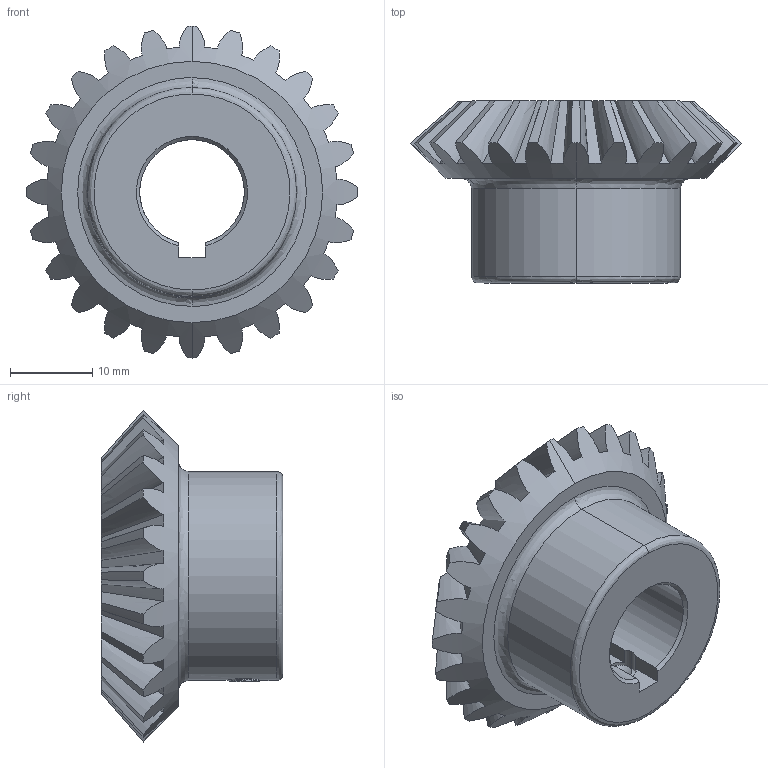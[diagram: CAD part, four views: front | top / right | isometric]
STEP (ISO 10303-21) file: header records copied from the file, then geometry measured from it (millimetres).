
FILE_DESCRIPTION (( 'STEP AP203' ), '1' );
FILE_NAME ('6843K12_Metal Miter Gear.STEP', '2021-07-11T09:06:25', ( 'Administrator' ), ( 'Managed by Terraform' ), 'SwSTEP 2.0', 'SolidWorks 2017', '' );
FILE_SCHEMA (( 'CONFIG_CONTROL_DESIGN' ));
Length unit declared in the file: inch
Products named in the file (1): 6843K12_Metal Miter Gear
Bounding box: 40.34 x 22.1 x 40.35 mm (x, y, z)
Volume: 11443.3 mm3; surface area: 5381.1 mm2
Topology: 2 solids, 2 shells, 161 faces, 449 edges, 288 vertices
Faces by surface type: bspline 81, cone 45, plane 22, cylinder 13
Entity records: 10578 total; most frequent: CARTESIAN_POINT 7076, ORIENTED_EDGE 890, DIRECTION 446, EDGE_CURVE 445, VERTEX_POINT 288, B_SPLINE_CURVE_WITH_KNOTS 230, AXIS2_PLACEMENT_3D 169, EDGE_LOOP 165
